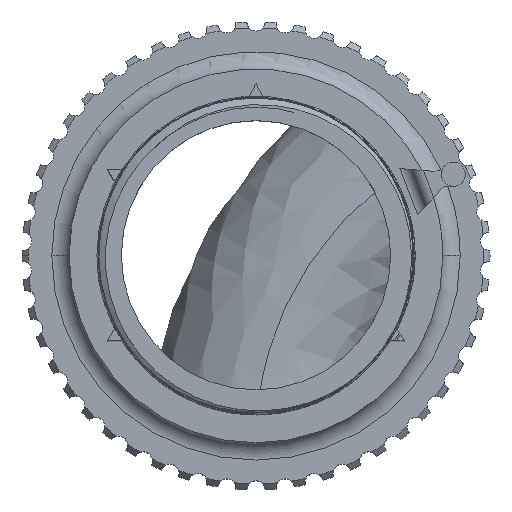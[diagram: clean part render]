
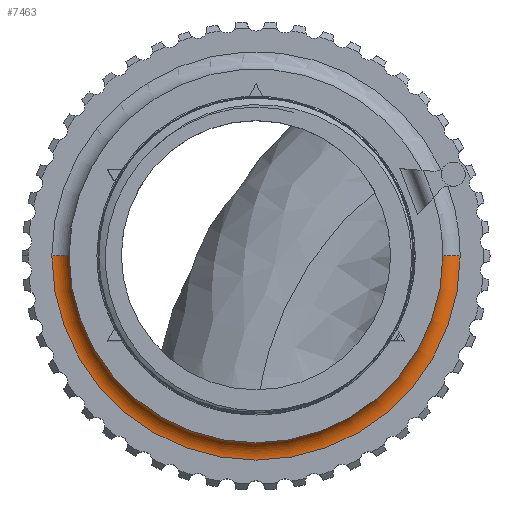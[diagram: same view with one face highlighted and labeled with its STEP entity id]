
A CAD part, top view. The second image highlights one B-rep face of the part: STEP entity #7463.
In plain terms, the highlighted toroidal (fillet/blend) face has major radius 16.681 mm and minor radius 1.5 mm.
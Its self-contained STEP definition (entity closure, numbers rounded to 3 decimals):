
#139 = EDGE_CURVE ( 'NONE', #1874, #14068, #7736, .T. ) ;
#191 = EDGE_CURVE ( 'NONE', #604, #11884, #314, .T. ) ;
#314 = CIRCLE ( 'NONE', #3653, 15.267 ) ;
#317 = AXIS2_PLACEMENT_3D ( 'NONE', #10939, #7547, #14137 ) ;
#604 = VERTEX_POINT ( 'NONE', #12238 ) ;
#877 = CARTESIAN_POINT ( 'NONE',  ( 0., 0., -28.5 ) ) ;
#1715 = DIRECTION ( 'NONE',  ( 0., -1., 0. ) ) ;
#1874 = VERTEX_POINT ( 'NONE', #12668 ) ;
#3370 = CARTESIAN_POINT ( 'NONE',  ( 0., 0., -30. ) ) ;
#3415 = CIRCLE ( 'NONE', #317, 1.5 ) ;
#3653 = AXIS2_PLACEMENT_3D ( 'NONE', #7066, #6001, #11660 ) ;
#3935 = ORIENTED_EDGE ( 'NONE', *, *, #139, .F. ) ;
#4842 = AXIS2_PLACEMENT_3D ( 'NONE', #6444, #1715, #6379 ) ;
#5556 = DIRECTION ( 'NONE',  ( -1., 0., 0. ) ) ;
#6001 = DIRECTION ( 'NONE',  ( 0., 0., 1. ) ) ;
#6379 = DIRECTION ( 'NONE',  ( 0., 0., -1. ) ) ;
#6444 = CARTESIAN_POINT ( 'NONE',  ( -16.681, 0., -28.5 ) ) ;
#6600 = ORIENTED_EDGE ( 'NONE', *, *, #191, .F. ) ;
#7066 = CARTESIAN_POINT ( 'NONE',  ( 0., 0., -29. ) ) ;
#7463 = ADVANCED_FACE ( 'NONE', ( #8831 ), #9655, .F. ) ;
#7485 = AXIS2_PLACEMENT_3D ( 'NONE', #3370, #11283, #5556 ) ;
#7547 = DIRECTION ( 'NONE',  ( 0., 1., 0. ) ) ;
#7692 = DIRECTION ( 'NONE',  ( 0., 0., -1. ) ) ;
#7736 = CIRCLE ( 'NONE', #7485, 16.681 ) ;
#8027 = EDGE_LOOP ( 'NONE', ( #6600, #11529, #3935, #13007 ) ) ;
#8831 = FACE_OUTER_BOUND ( 'NONE', #8027, .T. ) ;
#9655 = TOROIDAL_SURFACE ( 'NONE', #12789, 16.681, 1.5 ) ;
#10844 = CIRCLE ( 'NONE', #4842, 1.5 ) ;
#10939 = CARTESIAN_POINT ( 'NONE',  ( 16.681, 0., -28.5 ) ) ;
#11283 = DIRECTION ( 'NONE',  ( 0., 0., -1. ) ) ;
#11529 = ORIENTED_EDGE ( 'NONE', *, *, #12231, .F. ) ;
#11660 = DIRECTION ( 'NONE',  ( -1., 0., 0. ) ) ;
#11884 = VERTEX_POINT ( 'NONE', #12349 ) ;
#12231 = EDGE_CURVE ( 'NONE', #14068, #604, #10844, .T. ) ;
#12238 = CARTESIAN_POINT ( 'NONE',  ( -15.267, 0., -29. ) ) ;
#12349 = CARTESIAN_POINT ( 'NONE',  ( 15.267, 0., -29. ) ) ;
#12668 = CARTESIAN_POINT ( 'NONE',  ( 16.681, 0., -30. ) ) ;
#12789 = AXIS2_PLACEMENT_3D ( 'NONE', #877, #7692, #13432 ) ;
#12842 = EDGE_CURVE ( 'NONE', #1874, #11884, #3415, .T. ) ;
#13007 = ORIENTED_EDGE ( 'NONE', *, *, #12842, .T. ) ;
#13432 = DIRECTION ( 'NONE',  ( -1., 0., 0. ) ) ;
#14068 = VERTEX_POINT ( 'NONE', #14539 ) ;
#14137 = DIRECTION ( 'NONE',  ( -1., 0., 0. ) ) ;
#14539 = CARTESIAN_POINT ( 'NONE',  ( -16.681, 0., -30. ) ) ;
